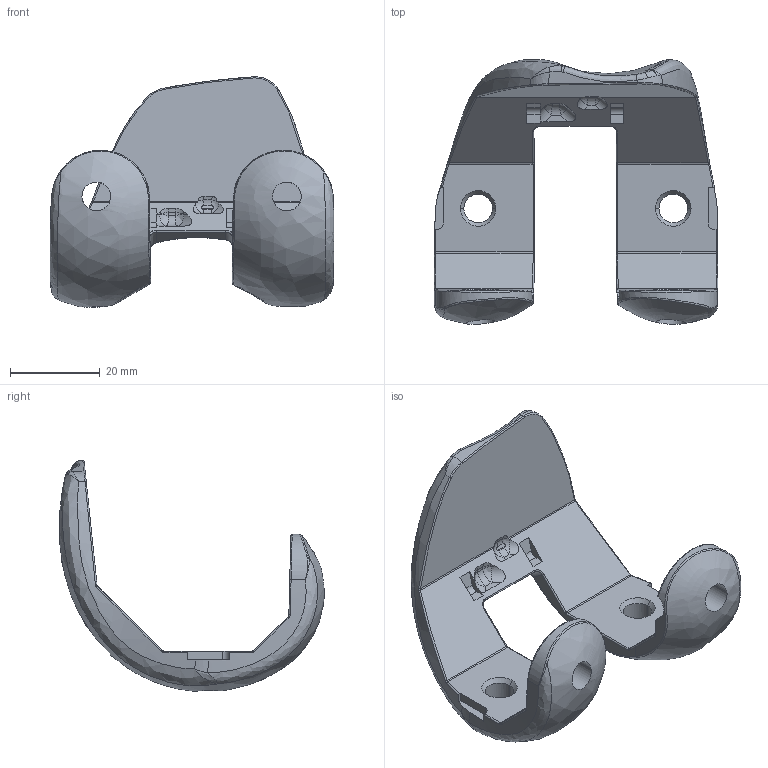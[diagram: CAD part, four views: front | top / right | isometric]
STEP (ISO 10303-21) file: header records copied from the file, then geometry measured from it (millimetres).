
FILE_DESCRIPTION((''),'2;1');
FILE_NAME('SZ-2D5-RT','2011-05-31T',('Administrator'),(''),'PRO/ENGINEER BY PARAMETRIC TECHNOLOGY CORPORATION, 2001280','PRO/ENGINEER BY PARAMETRIC TECHNOLOGY CORPORATION, 2001280','');
FILE_SCHEMA(('CONFIG_CONTROL_DESIGN'));
Length unit declared in the file: millimetre
Products named in the file (1): SZ-2D5-RT
Bounding box: 63.12 x 58.89 x 51.28 mm (x, y, z)
Volume: 24524 mm3; surface area: 11131.5 mm2
Topology: 1 solids, 1 shells, 182 faces, 451 edges, 273 vertices
Faces by surface type: bspline 92, cylinder 43, plane 37, cone 4, extrusion 2, torus 2, sphere 2
Entity records: 12836 total; most frequent: CARTESIAN_POINT 9245, ORIENTED_EDGE 902, DIRECTION 489, EDGE_CURVE 451, VERTEX_POINT 273, B_SPLINE_CURVE_WITH_KNOTS 237, EDGE_LOOP 192, AXIS2_PLACEMENT_3D 183
